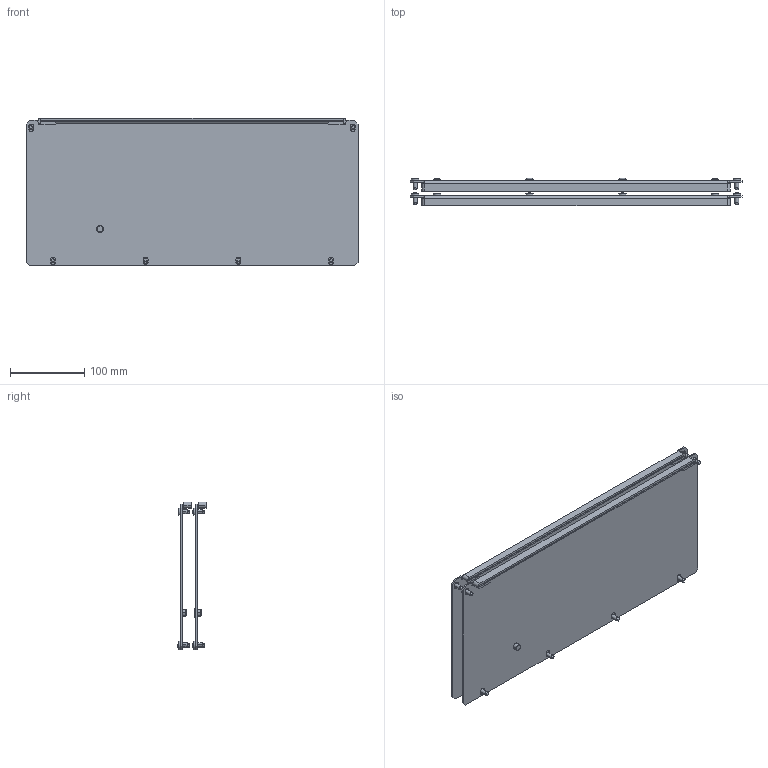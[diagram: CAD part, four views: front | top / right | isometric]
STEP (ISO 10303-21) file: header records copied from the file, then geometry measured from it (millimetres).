
FILE_DESCRIPTION (( 'STEP AP203' ), '1' );
FILE_NAME ('UR74000201000 Ïàíåëü îñíîâàíèÿ ãëóõàÿ êîíöåâàÿ 200ìì RS52 00.100 (000.801.740-04).STEP', '2022-04-15T11:21:25', ( '' ), ( '' ), 'SwSTEP 2.0', 'SolidWorks 2017', '' );
FILE_SCHEMA (( 'CONFIG_CONTROL_DESIGN' ));
Length unit declared in the file: millimetre
Products named in the file (6): 000.130.520 Ïàíåëü îñíîâàíèÿ RS52 ãëóõàÿ êîíöåâàÿ 200 ìì_03 (00.55); UR74000201000 Ïàíåëü îñíîâàíèÿ ãëóõàÿ êîíöåâàÿ 200ìì RS52 00.100 (000.801.740-04); 003-550 Ïàíåëü îñíîâàíèÿ RS52_03 (00.55); Âèíò DIN 7500 C TORX_Œ5å12; ч蜱齁罻 ST-9; Óïëîòíèòåëü 3õ10 ïàíåëåé îñíîâàíèÿ LC3 00.80_03 (00.55)
Assembly tree (17 placements, depth 3):
  UR74000201000 Ïàíåëü îñíîâàíèÿ ãëóõàÿ êîíöåâàÿ 200ìì RS52 00.100 (000.801.740-04)
    000.130.520 Ïàíåëü îñíîâàíèÿ RS52 ãëóõàÿ êîíöåâàÿ 200 ìì_03 (00.55)  x2
      003-550 Ïàíåëü îñíîâàíèÿ RS52_03 (00.55)
      Óïëîòíèòåëü 3õ10 ïàíåëåé îñíîâàíèÿ LC3 00.80_03 (00.55)
      ч蜱齁罻 ST-9
    Âèíò DIN 7500 C TORX_Œ5å12  x12
Bounding box: 448 x 37.84 x 199.5 mm (x, y, z)
Volume: 401265.1 mm3; surface area: 404802.2 mm2
Topology: 18 solids, 18 shells, 692 faces, 1828 edges, 1188 vertices
Faces by surface type: plane 324, cylinder 276, cone 52, sphere 24, torus 16
Entity records: 5324 total; most frequent: CARTESIAN_POINT 862, DIRECTION 781, ORIENTED_EDGE 708, EDGE_CURVE 354, AXIS2_PLACEMENT_3D 289, VERTEX_POINT 224, VECTOR 203, LINE 203
